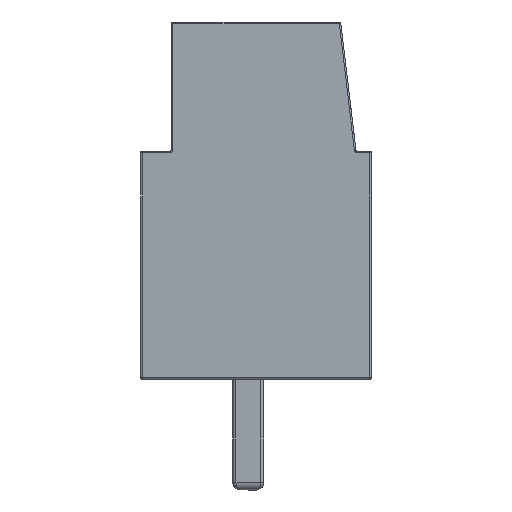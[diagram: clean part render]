
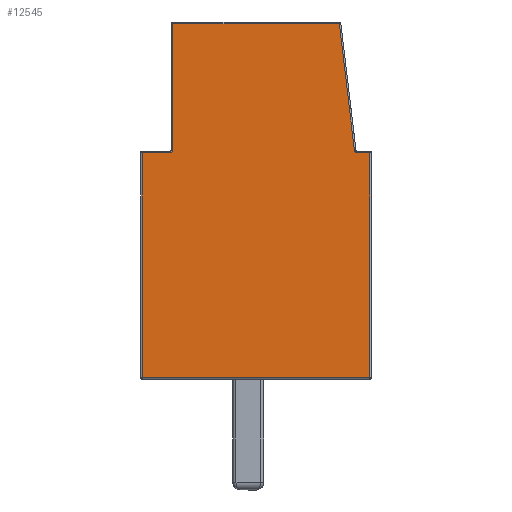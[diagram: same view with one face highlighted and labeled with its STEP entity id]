
A CAD part, left-side view. The second image highlights one B-rep face of the part: STEP entity #12545.
In plain terms, the highlighted planar face has unit normal (-1, 0, 0).
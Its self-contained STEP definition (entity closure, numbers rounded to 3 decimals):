
#242=PLANE('',#13510);
#993=LINE('',#17618,#2412);
#1001=LINE('',#17637,#2420);
#1008=LINE('',#17648,#2427);
#1010=LINE('',#17651,#2429);
#1016=LINE('',#17660,#2435);
#1018=LINE('',#17663,#2437);
#1025=LINE('',#17673,#2444);
#1027=LINE('',#17676,#2446);
#2412=VECTOR('',#14490,10.);
#2420=VECTOR('',#14514,10.);
#2427=VECTOR('',#14529,10.);
#2429=VECTOR('',#14533,10.);
#2435=VECTOR('',#14545,10.);
#2437=VECTOR('',#14549,10.);
#2444=VECTOR('',#14562,10.);
#2446=VECTOR('',#14566,10.);
#4011=FACE_OUTER_BOUND('',#4742,.T.);
#4742=EDGE_LOOP('',(#9041,#9042,#9043,#9044,#9045,#9046,#9047,#9048,#9049,
#9050));
#5472=CIRCLE('',#13410,0.1);
#5485=CIRCLE('',#13428,0.1);
#5644=VERTEX_POINT('',#17474);
#5653=VERTEX_POINT('',#17501);
#5655=VERTEX_POINT('',#17510);
#5665=VERTEX_POINT('',#17538);
#5667=VERTEX_POINT('',#17544);
#5668=VERTEX_POINT('',#17545);
#5680=VERTEX_POINT('',#17578);
#5681=VERTEX_POINT('',#17580);
#5682=VERTEX_POINT('',#17584);
#5692=VERTEX_POINT('',#17610);
#6892=EDGE_CURVE('',#5667,#5668,#5472,.T.);
#6909=EDGE_CURVE('',#5680,#5681,#5485,.T.);
#6927=EDGE_CURVE('',#5692,#5680,#993,.T.);
#6938=EDGE_CURVE('',#5682,#5692,#1001,.T.);
#6945=EDGE_CURVE('',#5668,#5682,#1008,.T.);
#6947=EDGE_CURVE('',#5681,#5665,#1010,.T.);
#6953=EDGE_CURVE('',#5655,#5667,#1016,.T.);
#6955=EDGE_CURVE('',#5665,#5653,#1018,.T.);
#6962=EDGE_CURVE('',#5644,#5655,#1025,.T.);
#6964=EDGE_CURVE('',#5653,#5644,#1027,.T.);
#9041=ORIENTED_EDGE('',*,*,#6909,.F.);
#9042=ORIENTED_EDGE('',*,*,#6927,.F.);
#9043=ORIENTED_EDGE('',*,*,#6938,.F.);
#9044=ORIENTED_EDGE('',*,*,#6945,.F.);
#9045=ORIENTED_EDGE('',*,*,#6892,.F.);
#9046=ORIENTED_EDGE('',*,*,#6953,.F.);
#9047=ORIENTED_EDGE('',*,*,#6962,.F.);
#9048=ORIENTED_EDGE('',*,*,#6964,.F.);
#9049=ORIENTED_EDGE('',*,*,#6955,.F.);
#9050=ORIENTED_EDGE('',*,*,#6947,.F.);
#12545=ADVANCED_FACE('',(#4011),#242,.T.);
#13410=AXIS2_PLACEMENT_3D('',#17546,#14405,#14406);
#13428=AXIS2_PLACEMENT_3D('',#17581,#14445,#14446);
#13510=AXIS2_PLACEMENT_3D('',#17794,#14687,#14688);
#14405=DIRECTION('center_axis',(-1.,0.,0.));
#14406=DIRECTION('ref_axis',(0.,-0.707,-0.707));
#14445=DIRECTION('center_axis',(-1.,0.,0.));
#14446=DIRECTION('ref_axis',(0.,0.664,-0.748));
#14490=DIRECTION('',(0.,-0.118,-0.993));
#14514=DIRECTION('',(0.,-1.,0.));
#14529=DIRECTION('',(0.,0.,1.));
#14533=DIRECTION('',(0.,-1.,0.));
#14545=DIRECTION('',(0.,-1.,0.));
#14549=DIRECTION('',(0.,0.,-1.));
#14562=DIRECTION('',(0.,0.,1.));
#14566=DIRECTION('',(0.,1.,0.));
#14687=DIRECTION('center_axis',(-1.,0.,0.));
#14688=DIRECTION('ref_axis',(0.,-1.,0.));
#17474=CARTESIAN_POINT('',(-5.,3.7,0.05));
#17501=CARTESIAN_POINT('',(-5.,-3.7,0.05));
#17510=CARTESIAN_POINT('',(-5.,3.7,7.35));
#17538=CARTESIAN_POINT('',(-5.,-3.7,7.35));
#17544=CARTESIAN_POINT('',(-5.,2.8,7.35));
#17545=CARTESIAN_POINT('',(-5.,2.7,7.45));
#17546=CARTESIAN_POINT('Origin',(-5.,2.8,7.45));
#17578=CARTESIAN_POINT('',(-5.,-3.195,7.438));
#17580=CARTESIAN_POINT('',(-5.,-3.294,7.35));
#17581=CARTESIAN_POINT('Origin',(-5.,-3.294,7.45));
#17584=CARTESIAN_POINT('',(-5.,2.7,11.55));
#17610=CARTESIAN_POINT('',(-5.,-2.706,11.55));
#17618=CARTESIAN_POINT('',(-5.,-3.461,5.207));
#17637=CARTESIAN_POINT('',(-5.,1.875,11.55));
#17648=CARTESIAN_POINT('',(-5.,2.7,5.8));
#17651=CARTESIAN_POINT('',(-5.,0.125,7.35));
#17660=CARTESIAN_POINT('',(-5.,3.5,7.35));
#17663=CARTESIAN_POINT('',(-5.,-3.7,0.));
#17673=CARTESIAN_POINT('',(-5.,3.7,0.));
#17676=CARTESIAN_POINT('',(-5.,1.875,0.05));
#17794=CARTESIAN_POINT('Origin',(-5.,3.75,0.));
